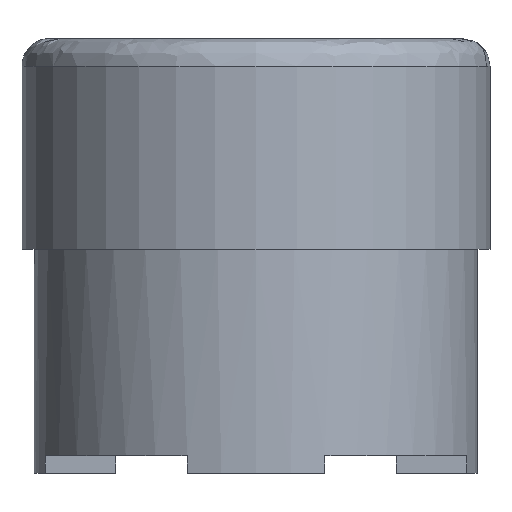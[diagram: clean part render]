
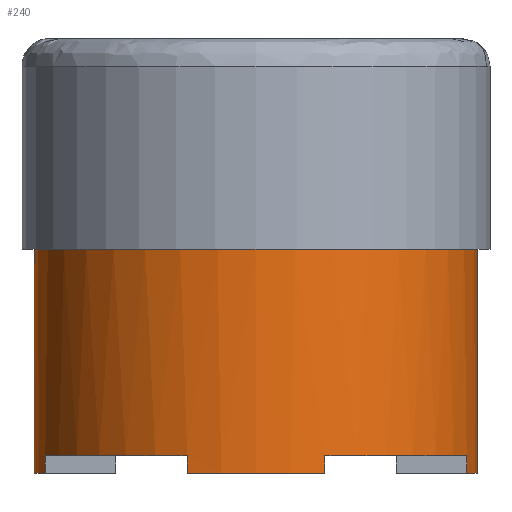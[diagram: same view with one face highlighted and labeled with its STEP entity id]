
A CAD part, front view. The second image highlights one B-rep face of the part: STEP entity #240.
In plain terms, the highlighted cylindrical face has radius 8.05 mm (diameter 16.1 mm), a full revolution.
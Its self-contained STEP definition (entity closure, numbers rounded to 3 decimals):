
#17 = DIRECTION ( 'NONE',  ( -1., 0., 0. ) ) ;
#21 = CARTESIAN_POINT ( 'NONE',  ( 0., 0., 0. ) ) ;
#22 = EDGE_CURVE ( 'NONE', #40, #544, #554, .T. ) ;
#23 = CIRCLE ( 'NONE', #595, 8.05 ) ;
#26 = CARTESIAN_POINT ( 'NONE',  ( 7.652, 2.5, 8.15 ) ) ;
#38 = ORIENTED_EDGE ( 'NONE', *, *, #682, .F. ) ;
#40 = VERTEX_POINT ( 'NONE', #200 ) ;
#48 = EDGE_LOOP ( 'NONE', ( #128, #858, #185, #38, #344, #336, #476, #637, #945, #903, #507, #413, #447, #644, #925, #779 ) ) ;
#49 = DIRECTION ( 'NONE',  ( -1., 0., 0. ) ) ;
#59 = CARTESIAN_POINT ( 'NONE',  ( -2.5, -7.652, 0. ) ) ;
#67 = EDGE_CURVE ( 'NONE', #175, #841, #23, .T. ) ;
#84 = EDGE_CURVE ( 'NONE', #634, #864, #398, .T. ) ;
#88 = CARTESIAN_POINT ( 'NONE',  ( -7.652, 2.5, 8.15 ) ) ;
#95 = DIRECTION ( 'NONE',  ( 0., 0., 1. ) ) ;
#100 = DIRECTION ( 'NONE',  ( 0., 0., -1. ) ) ;
#101 = DIRECTION ( 'NONE',  ( 0., 0., -1. ) ) ;
#109 = CARTESIAN_POINT ( 'NONE',  ( -2.5, -7.652, 0.65 ) ) ;
#117 = EDGE_CURVE ( 'NONE', #763, #847, #379, .T. ) ;
#128 = ORIENTED_EDGE ( 'NONE', *, *, #906, .T. ) ;
#164 = LINE ( 'NONE', #88, #768 ) ;
#165 = AXIS2_PLACEMENT_3D ( 'NONE', #908, #691, #609 ) ;
#166 = CIRCLE ( 'NONE', #322, 8.05 ) ;
#168 = EDGE_CURVE ( 'NONE', #763, #786, #164, .T. ) ;
#175 = VERTEX_POINT ( 'NONE', #920 ) ;
#178 = DIRECTION ( 'NONE',  ( -1., 0., 0. ) ) ;
#180 = LINE ( 'NONE', #26, #426 ) ;
#185 = ORIENTED_EDGE ( 'NONE', *, *, #409, .T. ) ;
#190 = CARTESIAN_POINT ( 'NONE',  ( -2.5, 7.652, 0. ) ) ;
#198 = DIRECTION ( 'NONE',  ( 0., 0., -1. ) ) ;
#200 = CARTESIAN_POINT ( 'NONE',  ( 2.5, -7.652, 0. ) ) ;
#223 = CARTESIAN_POINT ( 'NONE',  ( 7.652, -2.5, 0.65 ) ) ;
#236 = EDGE_CURVE ( 'NONE', #265, #40, #954, .T. ) ;
#239 = DIRECTION ( 'NONE',  ( 0., 0., 1. ) ) ;
#240 = ADVANCED_FACE ( 'NONE', ( #433, #664 ), #284, .T. ) ;
#244 = LINE ( 'NONE', #261, #812 ) ;
#245 = VECTOR ( 'NONE', #198, 1000. ) ;
#247 = DIRECTION ( 'NONE',  ( -1., 0., 0. ) ) ;
#249 = VERTEX_POINT ( 'NONE', #961 ) ;
#254 = DIRECTION ( 'NONE',  ( 0., 0., -1. ) ) ;
#257 = DIRECTION ( 'NONE',  ( 0., 0., 1. ) ) ;
#258 = CARTESIAN_POINT ( 'NONE',  ( 0., 0., 0. ) ) ;
#261 = CARTESIAN_POINT ( 'NONE',  ( -2.5, 7.652, 8.15 ) ) ;
#265 = VERTEX_POINT ( 'NONE', #59 ) ;
#266 = VECTOR ( 'NONE', #882, 1000. ) ;
#270 = CARTESIAN_POINT ( 'NONE',  ( -7.652, -2.5, 0.65 ) ) ;
#284 = CYLINDRICAL_SURFACE ( 'NONE', #531, 8.05 ) ;
#290 = CARTESIAN_POINT ( 'NONE',  ( -2.5, -7.652, 0.65 ) ) ;
#291 = LINE ( 'NONE', #586, #266 ) ;
#316 = DIRECTION ( 'NONE',  ( -1., 0., 0. ) ) ;
#317 = VERTEX_POINT ( 'NONE', #955 ) ;
#322 = AXIS2_PLACEMENT_3D ( 'NONE', #546, #101, #681 ) ;
#334 = DIRECTION ( 'NONE',  ( 0., 0., 1. ) ) ;
#336 = ORIENTED_EDGE ( 'NONE', *, *, #602, .T. ) ;
#343 = AXIS2_PLACEMENT_3D ( 'NONE', #921, #254, #316 ) ;
#344 = ORIENTED_EDGE ( 'NONE', *, *, #472, .T. ) ;
#352 = DIRECTION ( 'NONE',  ( 0., 0., 1. ) ) ;
#379 = CIRCLE ( 'NONE', #165, 8.05 ) ;
#398 = CIRCLE ( 'NONE', #852, 8.05 ) ;
#409 = EDGE_CURVE ( 'NONE', #864, #930, #180, .T. ) ;
#411 = VERTEX_POINT ( 'NONE', #549 ) ;
#413 = ORIENTED_EDGE ( 'NONE', *, *, #67, .T. ) ;
#416 = LINE ( 'NONE', #109, #245 ) ;
#423 = CARTESIAN_POINT ( 'NONE',  ( 0., 0., 0. ) ) ;
#426 = VECTOR ( 'NONE', #257, 1000. ) ;
#433 = FACE_OUTER_BOUND ( 'NONE', #879, .T. ) ;
#441 = CARTESIAN_POINT ( 'NONE',  ( 7.652, 2.5, 0.65 ) ) ;
#447 = ORIENTED_EDGE ( 'NONE', *, *, #584, .T. ) ;
#449 = DIRECTION ( 'NONE',  ( 0., 0., 1. ) ) ;
#460 = VECTOR ( 'NONE', #352, 1000. ) ;
#468 = CARTESIAN_POINT ( 'NONE',  ( 7.652, -2.5, 0. ) ) ;
#472 = EDGE_CURVE ( 'NONE', #629, #249, #291, .T. ) ;
#476 = ORIENTED_EDGE ( 'NONE', *, *, #720, .T. ) ;
#480 = AXIS2_PLACEMENT_3D ( 'NONE', #719, #449, #808 ) ;
#481 = VECTOR ( 'NONE', #95, 1000. ) ;
#507 = ORIENTED_EDGE ( 'NONE', *, *, #518, .T. ) ;
#518 = EDGE_CURVE ( 'NONE', #317, #175, #845, .T. ) ;
#523 = CIRCLE ( 'NONE', #673, 8.05 ) ;
#527 = EDGE_CURVE ( 'NONE', #544, #411, #523, .T. ) ;
#531 = AXIS2_PLACEMENT_3D ( 'NONE', #801, #737, #668 ) ;
#539 = CIRCLE ( 'NONE', #894, 8.05 ) ;
#544 = VERTEX_POINT ( 'NONE', #839 ) ;
#546 = CARTESIAN_POINT ( 'NONE',  ( 0., 0., 8.15 ) ) ;
#549 = CARTESIAN_POINT ( 'NONE',  ( 7.652, -2.5, 0.65 ) ) ;
#550 = ORIENTED_EDGE ( 'NONE', *, *, #958, .T. ) ;
#554 = LINE ( 'NONE', #561, #460 ) ;
#561 = CARTESIAN_POINT ( 'NONE',  ( 2.5, -7.652, 0.65 ) ) ;
#580 = CARTESIAN_POINT ( 'NONE',  ( -7.652, 2.5, 0.65 ) ) ;
#584 = EDGE_CURVE ( 'NONE', #841, #265, #416, .T. ) ;
#586 = CARTESIAN_POINT ( 'NONE',  ( 2.5, 7.652, 8.15 ) ) ;
#595 = AXIS2_PLACEMENT_3D ( 'NONE', #698, #239, #915 ) ;
#596 = CIRCLE ( 'NONE', #829, 8.05 ) ;
#602 = EDGE_CURVE ( 'NONE', #249, #701, #539, .T. ) ;
#609 = DIRECTION ( 'NONE',  ( -1., 0., 0. ) ) ;
#617 = VERTEX_POINT ( 'NONE', #699 ) ;
#629 = VERTEX_POINT ( 'NONE', #762 ) ;
#634 = VERTEX_POINT ( 'NONE', #468 ) ;
#637 = ORIENTED_EDGE ( 'NONE', *, *, #117, .F. ) ;
#644 = ORIENTED_EDGE ( 'NONE', *, *, #236, .T. ) ;
#664 = FACE_OUTER_BOUND ( 'NONE', #48, .T. ) ;
#668 = DIRECTION ( 'NONE',  ( -1., 0., 0. ) ) ;
#673 = AXIS2_PLACEMENT_3D ( 'NONE', #916, #334, #17 ) ;
#681 = DIRECTION ( 'NONE',  ( -1., 0., 0. ) ) ;
#682 = EDGE_CURVE ( 'NONE', #629, #930, #895, .T. ) ;
#691 = DIRECTION ( 'NONE',  ( 0., 0., -1. ) ) ;
#698 = CARTESIAN_POINT ( 'NONE',  ( 0., 0., 0.65 ) ) ;
#699 = CARTESIAN_POINT ( 'NONE',  ( -8.05, 0., 8.15 ) ) ;
#701 = VERTEX_POINT ( 'NONE', #190 ) ;
#705 = DIRECTION ( 'NONE',  ( 0., 0., 1. ) ) ;
#711 = DIRECTION ( 'NONE',  ( 0., 0., 1. ) ) ;
#719 = CARTESIAN_POINT ( 'NONE',  ( 0., 0., 0. ) ) ;
#720 = EDGE_CURVE ( 'NONE', #701, #847, #244, .T. ) ;
#723 = CARTESIAN_POINT ( 'NONE',  ( -2.5, 7.652, 0.65 ) ) ;
#737 = DIRECTION ( 'NONE',  ( 0., 0., -1. ) ) ;
#762 = CARTESIAN_POINT ( 'NONE',  ( 2.5, 7.652, 0.65 ) ) ;
#763 = VERTEX_POINT ( 'NONE', #580 ) ;
#768 = VECTOR ( 'NONE', #100, 1000. ) ;
#779 = ORIENTED_EDGE ( 'NONE', *, *, #527, .T. ) ;
#786 = VERTEX_POINT ( 'NONE', #899 ) ;
#801 = CARTESIAN_POINT ( 'NONE',  ( 0., 0., 8.15 ) ) ;
#804 = DIRECTION ( 'NONE',  ( 0., 0., -1. ) ) ;
#808 = DIRECTION ( 'NONE',  ( -1., 0., 0. ) ) ;
#812 = VECTOR ( 'NONE', #854, 1000. ) ;
#829 = AXIS2_PLACEMENT_3D ( 'NONE', #423, #711, #49 ) ;
#837 = DIRECTION ( 'NONE',  ( 0., 0., 1. ) ) ;
#839 = CARTESIAN_POINT ( 'NONE',  ( 2.5, -7.652, 0.65 ) ) ;
#841 = VERTEX_POINT ( 'NONE', #290 ) ;
#845 = LINE ( 'NONE', #270, #481 ) ;
#847 = VERTEX_POINT ( 'NONE', #723 ) ;
#852 = AXIS2_PLACEMENT_3D ( 'NONE', #258, #837, #247 ) ;
#854 = DIRECTION ( 'NONE',  ( 0., 0., 1. ) ) ;
#858 = ORIENTED_EDGE ( 'NONE', *, *, #84, .T. ) ;
#864 = VERTEX_POINT ( 'NONE', #942 ) ;
#879 = EDGE_LOOP ( 'NONE', ( #550 ) ) ;
#882 = DIRECTION ( 'NONE',  ( 0., 0., -1. ) ) ;
#894 = AXIS2_PLACEMENT_3D ( 'NONE', #21, #705, #178 ) ;
#895 = CIRCLE ( 'NONE', #343, 8.05 ) ;
#899 = CARTESIAN_POINT ( 'NONE',  ( -7.652, 2.5, 0. ) ) ;
#903 = ORIENTED_EDGE ( 'NONE', *, *, #938, .T. ) ;
#906 = EDGE_CURVE ( 'NONE', #411, #634, #952, .T. ) ;
#908 = CARTESIAN_POINT ( 'NONE',  ( 0., 0., 0.65 ) ) ;
#915 = DIRECTION ( 'NONE',  ( -1., 0., 0. ) ) ;
#916 = CARTESIAN_POINT ( 'NONE',  ( 0., 0., 0.65 ) ) ;
#920 = CARTESIAN_POINT ( 'NONE',  ( -7.652, -2.5, 0.65 ) ) ;
#921 = CARTESIAN_POINT ( 'NONE',  ( 0., 0., 0.65 ) ) ;
#925 = ORIENTED_EDGE ( 'NONE', *, *, #22, .T. ) ;
#930 = VERTEX_POINT ( 'NONE', #441 ) ;
#936 = VECTOR ( 'NONE', #804, 1000. ) ;
#938 = EDGE_CURVE ( 'NONE', #786, #317, #596, .T. ) ;
#942 = CARTESIAN_POINT ( 'NONE',  ( 7.652, 2.5, 0. ) ) ;
#945 = ORIENTED_EDGE ( 'NONE', *, *, #168, .T. ) ;
#952 = LINE ( 'NONE', #223, #936 ) ;
#954 = CIRCLE ( 'NONE', #480, 8.05 ) ;
#955 = CARTESIAN_POINT ( 'NONE',  ( -7.652, -2.5, 0. ) ) ;
#958 = EDGE_CURVE ( 'NONE', #617, #617, #166, .T. ) ;
#961 = CARTESIAN_POINT ( 'NONE',  ( 2.5, 7.652, 0. ) ) ;
